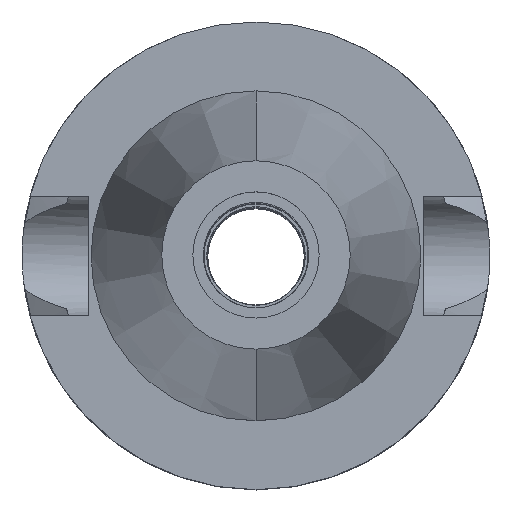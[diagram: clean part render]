
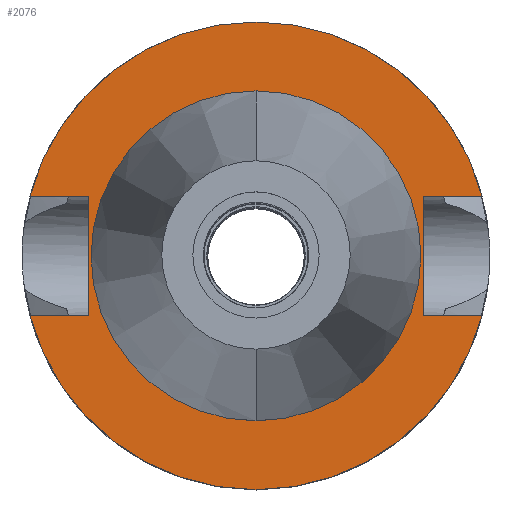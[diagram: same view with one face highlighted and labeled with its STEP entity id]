
A CAD part, top view. The second image highlights one B-rep face of the part: STEP entity #2076.
In plain terms, the highlighted planar face has unit normal (0, 0, 1).
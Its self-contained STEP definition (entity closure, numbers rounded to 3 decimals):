
#827=DIRECTION('',(1.,0.,0.));
#828=VECTOR('',#827,7.954);
#829=CARTESIAN_POINT('',(-30.454,8.05,-1.));
#830=LINE('',#829,#828);
#866=DIRECTION('',(1.,0.,0.));
#867=VECTOR('',#866,7.954);
#868=CARTESIAN_POINT('',(22.5,8.05,-1.));
#869=LINE('',#868,#867);
#913=DIRECTION('',(0.,1.,0.));
#914=VECTOR('',#913,16.1);
#915=CARTESIAN_POINT('',(-22.5,-8.05,-1.));
#916=LINE('',#915,#914);
#920=CARTESIAN_POINT('',(0.,0.,-1.));
#921=DIRECTION('',(0.,0.,-1.));
#922=DIRECTION('',(-0.967,0.256,0.));
#923=AXIS2_PLACEMENT_3D('',#920,#921,#922);
#928=CARTESIAN_POINT('',(0.,0.,-1.));
#929=DIRECTION('',(0.,0.,-1.));
#930=DIRECTION('',(0.,1.,0.));
#931=AXIS2_PLACEMENT_3D('',#928,#929,#930);
#936=DIRECTION('',(0.,-1.,0.));
#937=VECTOR('',#936,16.1);
#938=CARTESIAN_POINT('',(22.5,8.05,-1.));
#939=LINE('',#938,#937);
#943=DIRECTION('',(1.,0.,0.));
#944=VECTOR('',#943,7.954);
#945=CARTESIAN_POINT('',(22.5,-8.05,-1.));
#946=LINE('',#945,#944);
#950=CARTESIAN_POINT('',(0.,0.,-1.));
#951=DIRECTION('',(0.,0.,-1.));
#952=DIRECTION('',(0.967,-0.256,0.));
#953=AXIS2_PLACEMENT_3D('',#950,#951,#952);
#958=CARTESIAN_POINT('',(0.,0.,-1.));
#959=DIRECTION('',(0.,0.,-1.));
#960=DIRECTION('',(0.,-1.,0.));
#961=AXIS2_PLACEMENT_3D('',#958,#959,#960);
#966=DIRECTION('',(1.,0.,0.));
#967=VECTOR('',#966,7.954);
#968=CARTESIAN_POINT('',(-30.454,-8.05,-1.));
#969=LINE('',#968,#967);
#973=CARTESIAN_POINT('',(0.,0.,-1.));
#974=DIRECTION('',(0.,0.,1.));
#975=DIRECTION('',(0.,-1.,0.));
#976=AXIS2_PLACEMENT_3D('',#973,#974,#975);
#981=CARTESIAN_POINT('',(0.,0.,-1.));
#982=DIRECTION('',(0.,0.,1.));
#983=DIRECTION('',(0.,1.,0.));
#984=AXIS2_PLACEMENT_3D('',#981,#982,#983);
#1290=CARTESIAN_POINT('',(-22.5,-8.05,-1.));
#1291=VERTEX_POINT('',#1290);
#1292=CARTESIAN_POINT('',(-30.454,-8.05,-1.));
#1293=VERTEX_POINT('',#1292);
#1296=CARTESIAN_POINT('',(-22.5,8.05,-1.));
#1297=VERTEX_POINT('',#1296);
#1298=CARTESIAN_POINT('',(-30.454,8.05,-1.));
#1299=VERTEX_POINT('',#1298);
#1300=CARTESIAN_POINT('',(0.,31.5,-1.));
#1301=CARTESIAN_POINT('',(30.454,8.05,-1.));
#1302=VERTEX_POINT('',#1300);
#1303=VERTEX_POINT('',#1301);
#1304=CARTESIAN_POINT('',(22.5,8.05,-1.));
#1305=VERTEX_POINT('',#1304);
#1306=CARTESIAN_POINT('',(22.5,-8.05,-1.));
#1307=VERTEX_POINT('',#1306);
#1308=CARTESIAN_POINT('',(30.454,-8.05,-1.));
#1309=VERTEX_POINT('',#1308);
#1310=CARTESIAN_POINT('',(0.,-31.5,-1.));
#1311=VERTEX_POINT('',#1310);
#1312=CARTESIAN_POINT('',(0.,-22.225,-1.));
#1313=CARTESIAN_POINT('',(0.,22.225,-1.));
#1314=VERTEX_POINT('',#1312);
#1315=VERTEX_POINT('',#1313);
#2046=CARTESIAN_POINT('',(0.,0.,-1.));
#2047=DIRECTION('',(0.,0.,-1.));
#2048=DIRECTION('',(0.,-1.,0.));
#2049=AXIS2_PLACEMENT_3D('',#2046,#2047,#2048);
#2050=PLANE('',#2049);
#2052=ORIENTED_EDGE('',*,*,#2051,.T.);
#2053=ORIENTED_EDGE('',*,*,#1989,.F.);
#2055=ORIENTED_EDGE('',*,*,#2054,.T.);
#2057=ORIENTED_EDGE('',*,*,#2056,.T.);
#2058=ORIENTED_EDGE('',*,*,#2023,.F.);
#2059=ORIENTED_EDGE('',*,*,#2036,.T.);
#2061=ORIENTED_EDGE('',*,*,#2060,.T.);
#2063=ORIENTED_EDGE('',*,*,#2062,.T.);
#2065=ORIENTED_EDGE('',*,*,#2064,.T.);
#2067=ORIENTED_EDGE('',*,*,#2066,.T.);
#2068=EDGE_LOOP('',(#2052,#2053,#2055,#2057,#2058,#2059,#2061,#2063,#2065,
#2067));
#2069=FACE_OUTER_BOUND('',#2068,.F.);
#2071=ORIENTED_EDGE('',*,*,#2070,.T.);
#2073=ORIENTED_EDGE('',*,*,#2072,.T.);
#2074=EDGE_LOOP('',(#2071,#2073));
#2075=FACE_BOUND('',#2074,.F.);
#924=CIRCLE('',#923,31.5);
#932=CIRCLE('',#931,31.5);
#954=CIRCLE('',#953,31.5);
#962=CIRCLE('',#961,31.5);
#977=CIRCLE('',#976,22.225);
#985=CIRCLE('',#984,22.225);
#1989=EDGE_CURVE('',#1299,#1297,#830,.T.);
#2023=EDGE_CURVE('',#1305,#1303,#869,.T.);
#2036=EDGE_CURVE('',#1305,#1307,#939,.T.);
#2051=EDGE_CURVE('',#1291,#1297,#916,.T.);
#2054=EDGE_CURVE('',#1299,#1302,#924,.T.);
#2056=EDGE_CURVE('',#1302,#1303,#932,.T.);
#2060=EDGE_CURVE('',#1307,#1309,#946,.T.);
#2062=EDGE_CURVE('',#1309,#1311,#954,.T.);
#2064=EDGE_CURVE('',#1311,#1293,#962,.T.);
#2066=EDGE_CURVE('',#1293,#1291,#969,.T.);
#2070=EDGE_CURVE('',#1314,#1315,#977,.T.);
#2072=EDGE_CURVE('',#1315,#1314,#985,.T.);
#2076=ADVANCED_FACE('',(#2069,#2075),#2050,.F.);
